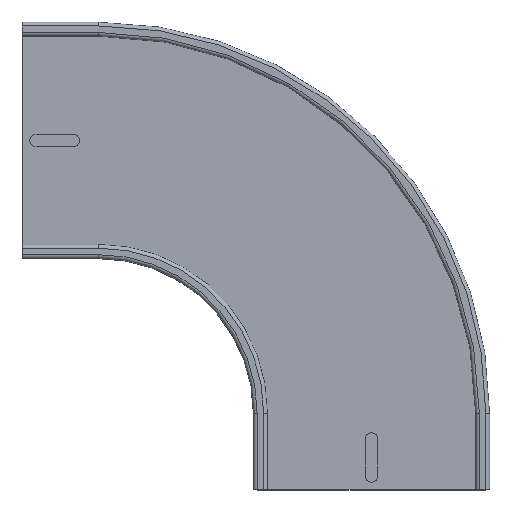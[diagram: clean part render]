
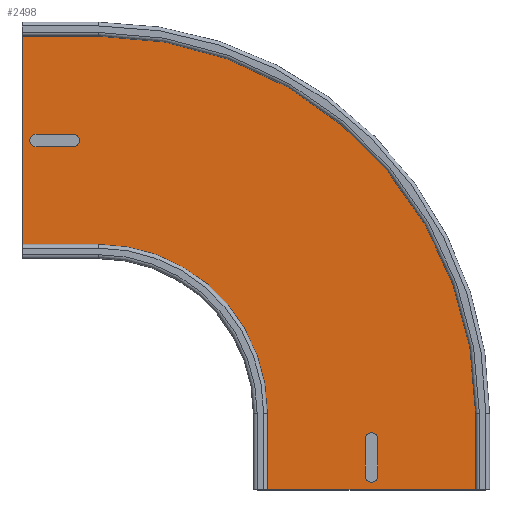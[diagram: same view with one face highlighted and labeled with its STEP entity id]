
A CAD part, top view. The second image highlights one B-rep face of the part: STEP entity #2498.
In plain terms, the highlighted planar face has unit normal (0, 0, 1).
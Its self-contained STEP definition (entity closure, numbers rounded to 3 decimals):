
#140=PLANE('',#2782);
#282=FACE_OUTER_BOUND('',#424,.T.);
#424=EDGE_LOOP('',(#2190,#2191,#2192,#2193,#2194,#2195,#2196,#2197));
#446=LINE('',#3692,#642);
#517=LINE('',#3932,#713);
#518=LINE('',#3934,#714);
#524=LINE('',#3945,#720);
#600=LINE('',#4277,#796);
#601=LINE('',#4279,#797);
#642=VECTOR('',#2850,1.);
#713=VECTOR('',#3089,1.);
#714=VECTOR('',#3092,1.);
#720=VECTOR('',#3102,1.);
#796=VECTOR('',#3520,1.);
#797=VECTOR('',#3523,1.);
#931=CIRCLE('',#2694,102.9);
#932=CIRCLE('',#2696,249.498);
#1018=VERTEX_POINT('',#3688);
#1020=VERTEX_POINT('',#3691);
#1104=VERTEX_POINT('',#3928);
#1105=VERTEX_POINT('',#3930);
#1106=VERTEX_POINT('',#3941);
#1108=VERTEX_POINT('',#3944);
#1150=VERTEX_POINT('',#4109);
#1193=VERTEX_POINT('',#4275);
#1275=EDGE_CURVE('',#1018,#1020,#446,.T.);
#1393=EDGE_CURVE('',#1104,#1105,#517,.T.);
#1394=EDGE_CURVE('',#1105,#1020,#518,.T.);
#1401=EDGE_CURVE('',#1106,#1108,#524,.T.);
#1483=EDGE_CURVE('',#1018,#1108,#931,.T.);
#1484=EDGE_CURVE('',#1104,#1150,#932,.T.);
#1568=EDGE_CURVE('',#1193,#1150,#600,.T.);
#1569=EDGE_CURVE('',#1193,#1106,#601,.T.);
#2190=ORIENTED_EDGE('',*,*,#1484,.F.);
#2191=ORIENTED_EDGE('',*,*,#1393,.T.);
#2192=ORIENTED_EDGE('',*,*,#1394,.T.);
#2193=ORIENTED_EDGE('',*,*,#1275,.F.);
#2194=ORIENTED_EDGE('',*,*,#1483,.T.);
#2195=ORIENTED_EDGE('',*,*,#1401,.F.);
#2196=ORIENTED_EDGE('',*,*,#1569,.F.);
#2197=ORIENTED_EDGE('',*,*,#1568,.T.);
#2498=ADVANCED_FACE('',(#282),#140,.T.);
#2694=AXIS2_PLACEMENT_3D('',#4107,#3306,#3307);
#2696=AXIS2_PLACEMENT_3D('',#4110,#3310,#3311);
#2782=AXIS2_PLACEMENT_3D('',#4278,#3521,#3522);
#2850=DIRECTION('',(-1.,0.,0.));
#3089=DIRECTION('',(-1.,0.,0.));
#3092=DIRECTION('',(0.,-1.,0.));
#3102=DIRECTION('',(0.,1.,0.));
#3306=DIRECTION('center_axis',(0.,0.,
-1.));
#3307=DIRECTION('ref_axis',(0.,1.,0.));
#3310=DIRECTION('center_axis',(0.,0.,
-1.));
#3311=DIRECTION('ref_axis',(0.,1.,0.));
#3520=DIRECTION('',(0.,1.,0.));
#3521=DIRECTION('center_axis',(0.,0.,1.));
#3522=DIRECTION('ref_axis',(1.,0.,0.));
#3523=DIRECTION('',(-1.,0.,0.));
#3688=CARTESIAN_POINT('',(67.348,13.611,0.9));
#3691=CARTESIAN_POINT('',(18.048,13.611,0.9));
#3692=CARTESIAN_POINT('',(67.348,13.611,0.9));
#3928=CARTESIAN_POINT('',(67.348,160.209,0.9));
#3930=CARTESIAN_POINT('',(18.048,160.209,0.9));
#3932=CARTESIAN_POINT('',(67.348,160.209,0.9));
#3934=CARTESIAN_POINT('',(18.048,111.91,0.9));
#3941=CARTESIAN_POINT('',(170.248,-138.589,0.9));
#3944=CARTESIAN_POINT('',(170.248,-89.289,0.9));
#3945=CARTESIAN_POINT('',(170.248,-138.589,0.9));
#4107=CARTESIAN_POINT('Origin',(67.348,-89.289,0.9));
#4109=CARTESIAN_POINT('',(316.845,-89.289,0.9));
#4110=CARTESIAN_POINT('Origin',(67.348,-89.289,0.9));
#4275=CARTESIAN_POINT('',(316.845,-138.589,0.9));
#4277=CARTESIAN_POINT('',(316.845,-138.589,0.9));
#4278=CARTESIAN_POINT('Origin',(268.547,-138.589,0.9));
#4279=CARTESIAN_POINT('',(268.547,-138.589,0.9));
